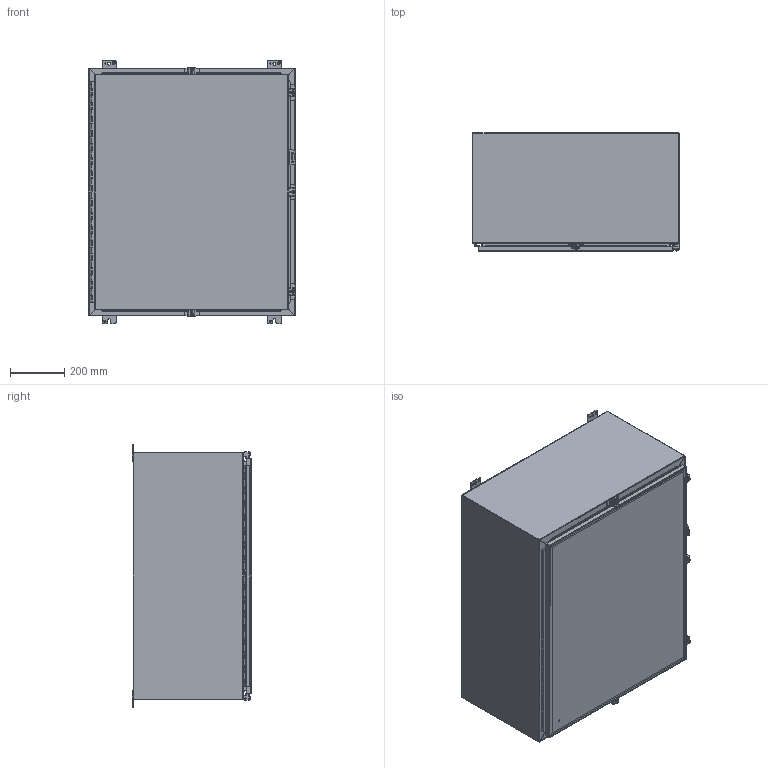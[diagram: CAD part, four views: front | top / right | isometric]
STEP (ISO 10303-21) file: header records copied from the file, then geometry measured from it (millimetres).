
FILE_DESCRIPTION (( 'STEP AP203' ), '1' );
FILE_NAME ('1418N4SSM16_Default.step', '2019-11-01T21:04:31', ( 'ADC123' ), ( 'Microsoft' ), 'SwSTEP 2.0', 'SolidWorks 2019', '' );
FILE_SCHEMA (( 'CONFIG_CONTROL_DESIGN' ));
Length unit declared in the file: inch
Products named in the file (1): 1418N4SSM16_Default
Bounding box: 763.6 x 441.32 x 971.55 mm (x, y, z)
Volume: 7230719.5 mm3; surface area: 7509923.1 mm2
Topology: 51 solids, 52 shells, 1810 faces, 4748 edges, 3096 vertices
Faces by surface type: plane 1093, cylinder 619, bspline 88, cone 10
Entity records: 59471 total; most frequent: CARTESIAN_POINT 14317, ORIENTED_EDGE 9488, DIRECTION 9226, EDGE_CURVE 4744, VECTOR 3292, LINE 3292, VERTEX_POINT 3096, AXIS2_PLACEMENT_3D 2967
